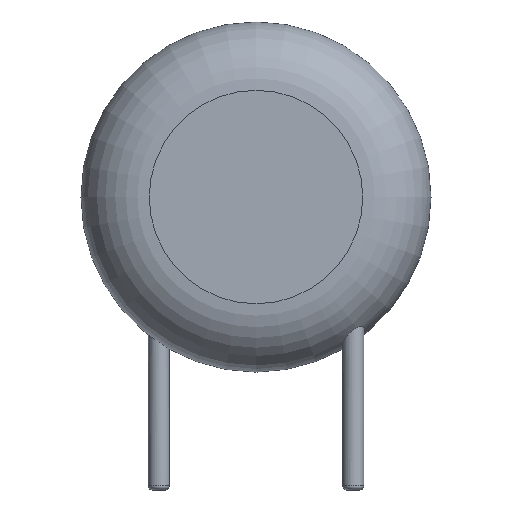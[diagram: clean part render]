
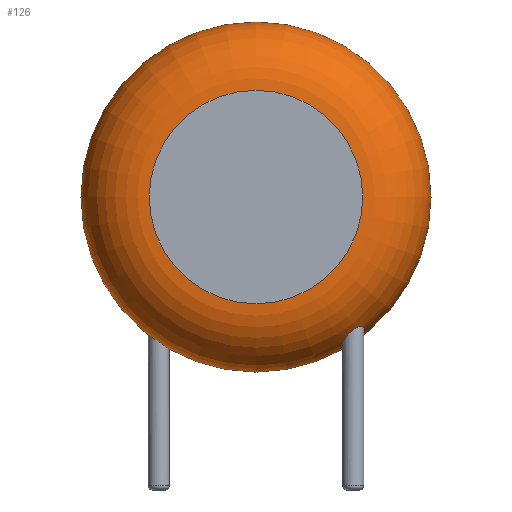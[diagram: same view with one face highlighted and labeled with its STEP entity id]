
A CAD part, front view. The second image highlights one B-rep face of the part: STEP entity #126.
In plain terms, the highlighted toroidal (fillet/blend) face has major radius 2.744 mm and minor radius 1.756 mm.
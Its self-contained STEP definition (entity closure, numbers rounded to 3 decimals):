
#24=VERTEX_POINT('',#25);
#25=CARTESIAN_POINT('',(7.,-0.744,4.53));
#29=DIRECTION('',(0.,-1.,0.));
#30=ORIENTED_EDGE('',*,*,#31,.T.);
#31=EDGE_CURVE('',#24,#24,#32,.T.);
#32=CIRCLE('',#33,4.5);
#33=AXIS2_PLACEMENT_3D('',#34,#29,#35);
#34=CARTESIAN_POINT('',(2.5,-0.744,4.53));
#35=DIRECTION('',(1.,0.,0.));
#126=ADVANCED_FACE('',(#127,#143),#214,.T.);
#127=FACE_BOUND('',#128,.T.);
#128=EDGE_LOOP('',(#30,#129,#137,#142));
#129=ORIENTED_EDGE('',*,*,#130,.T.);
#130=EDGE_CURVE('',#24,#131,#133,.T.);
#131=VERTEX_POINT('',#132);
#132=CARTESIAN_POINT('',(5.244,-2.5,4.53));
#133=CIRCLE('',#134,1.756);
#134=AXIS2_PLACEMENT_3D('',#135,#136,#35);
#135=CARTESIAN_POINT('',(5.244,-0.744,4.53));
#136=DIRECTION('',(0.,0.,-1.));
#137=ORIENTED_EDGE('',*,*,#138,.F.);
#138=EDGE_CURVE('',#131,#131,#139,.T.);
#139=CIRCLE('',#140,2.744);
#140=AXIS2_PLACEMENT_3D('',#141,#29,#35);
#141=CARTESIAN_POINT('',(2.5,-2.5,4.53));
#142=ORIENTED_EDGE('',*,*,#130,.F.);
#143=FACE_BOUND('',#144,.T.);
#144=EDGE_LOOP('',(#145,#162));
#145=ORIENTED_EDGE('',*,*,#146,.T.);
#146=EDGE_CURVE('',#147,#149,#151,.T.);
#147=VERTEX_POINT('',#148);
#148=CARTESIAN_POINT('',(5.27,-1.4,1.146));
#149=VERTEX_POINT('',#150);
#150=CARTESIAN_POINT('',(5.076,-1.141,0.896));
#151=B_SPLINE_CURVE_WITH_KNOTS('',6,(#148,#152,#153,#154,#155,#156,#157,#158,#159,#160,#161,#150),.UNSPECIFIED.,.F.,.F.,(7,5,7),(0.,0.606,1.),.UNSPECIFIED.);
#152=CARTESIAN_POINT('',(5.27,-1.365,1.128));
#153=CARTESIAN_POINT('',(5.265,-1.33,1.107));
#154=CARTESIAN_POINT('',(5.254,-1.296,1.083));
#155=CARTESIAN_POINT('',(5.238,-1.265,1.058));
#156=CARTESIAN_POINT('',(5.218,-1.236,1.032));
#157=CARTESIAN_POINT('',(5.177,-1.195,0.987));
#158=CARTESIAN_POINT('',(5.16,-1.181,0.969));
#159=CARTESIAN_POINT('',(5.141,-1.168,0.95));
#160=CARTESIAN_POINT('',(5.12,-1.157,0.932));
#161=CARTESIAN_POINT('',(5.099,-1.148,0.914));
#162=ORIENTED_EDGE('',*,*,#163,.T.);
#163=EDGE_CURVE('',#149,#147,#164,.T.);
#164=B_SPLINE_CURVE_WITH_KNOTS('',8,(#150,#165,#166,#167,#168,#169,#170,#171,#172,#173,#174,#175,#176,#177,#178,#179,#180,#181,#182,#183,#184,#185,#186,#187,#188,#189,#190,#191,#192,#193,#194,#195,#196,#197,#198,#199,#200,#201,#202,#203,#204,#205,#206,#207,#208,#209,#210,#211,#212,#213,#148),.UNSPECIFIED.,.F.,.F.,(9,7,7,7,7,7,7,9),(0.,0.27,0.419,0.552,0.686,0.808,0.921,1.),.UNSPECIFIED.);
#165=CARTESIAN_POINT('',(5.033,-1.128,0.862));
#166=CARTESIAN_POINT('',(4.986,-1.123,0.828));
#167=CARTESIAN_POINT('',(4.938,-1.128,0.797));
#168=CARTESIAN_POINT('',(4.891,-1.143,0.771));
#169=CARTESIAN_POINT('',(4.848,-1.166,0.75));
#170=CARTESIAN_POINT('',(4.81,-1.198,0.737));
#171=CARTESIAN_POINT('',(4.781,-1.236,0.732));
#172=CARTESIAN_POINT('',(4.748,-1.3,0.736));
#173=CARTESIAN_POINT('',(4.739,-1.324,0.74));
#174=CARTESIAN_POINT('',(4.732,-1.348,0.746));
#175=CARTESIAN_POINT('',(4.729,-1.374,0.755));
#176=CARTESIAN_POINT('',(4.728,-1.399,0.766));
#177=CARTESIAN_POINT('',(4.729,-1.423,0.779));
#178=CARTESIAN_POINT('',(4.733,-1.447,0.793));
#179=CARTESIAN_POINT('',(4.745,-1.492,0.824));
#180=CARTESIAN_POINT('',(4.753,-1.512,0.84));
#181=CARTESIAN_POINT('',(4.762,-1.531,0.856));
#182=CARTESIAN_POINT('',(4.773,-1.549,0.874));
#183=CARTESIAN_POINT('',(4.785,-1.567,0.893));
#184=CARTESIAN_POINT('',(4.799,-1.583,0.912));
#185=CARTESIAN_POINT('',(4.814,-1.597,0.931));
#186=CARTESIAN_POINT('',(4.848,-1.624,0.971));
#187=CARTESIAN_POINT('',(4.865,-1.636,0.991));
#188=CARTESIAN_POINT('',(4.885,-1.646,1.011));
#189=CARTESIAN_POINT('',(4.905,-1.655,1.031));
#190=CARTESIAN_POINT('',(4.926,-1.662,1.051));
#191=CARTESIAN_POINT('',(4.947,-1.666,1.07));
#192=CARTESIAN_POINT('',(4.97,-1.669,1.088));
#193=CARTESIAN_POINT('',(5.013,-1.67,1.12));
#194=CARTESIAN_POINT('',(5.034,-1.669,1.135));
#195=CARTESIAN_POINT('',(5.055,-1.666,1.148));
#196=CARTESIAN_POINT('',(5.076,-1.661,1.16));
#197=CARTESIAN_POINT('',(5.096,-1.654,1.17));
#198=CARTESIAN_POINT('',(5.116,-1.646,1.179));
#199=CARTESIAN_POINT('',(5.135,-1.635,1.186));
#200=CARTESIAN_POINT('',(5.169,-1.612,1.196));
#201=CARTESIAN_POINT('',(5.184,-1.599,1.199));
#202=CARTESIAN_POINT('',(5.198,-1.586,1.201));
#203=CARTESIAN_POINT('',(5.211,-1.571,1.201));
#204=CARTESIAN_POINT('',(5.223,-1.555,1.2));
#205=CARTESIAN_POINT('',(5.233,-1.538,1.197));
#206=CARTESIAN_POINT('',(5.242,-1.521,1.193));
#207=CARTESIAN_POINT('',(5.255,-1.491,1.185));
#208=CARTESIAN_POINT('',(5.259,-1.478,1.181));
#209=CARTESIAN_POINT('',(5.263,-1.465,1.176));
#210=CARTESIAN_POINT('',(5.266,-1.452,1.171));
#211=CARTESIAN_POINT('',(5.268,-1.439,1.166));
#212=CARTESIAN_POINT('',(5.269,-1.426,1.16));
#213=CARTESIAN_POINT('',(5.27,-1.413,1.153));
#214=TOROIDAL_SURFACE('',#33,2.744,1.756);
